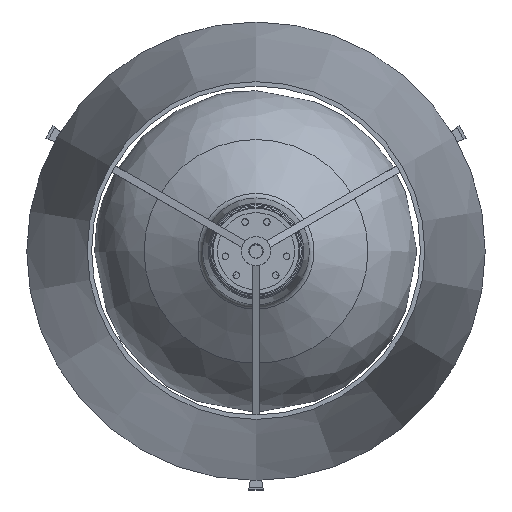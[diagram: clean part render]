
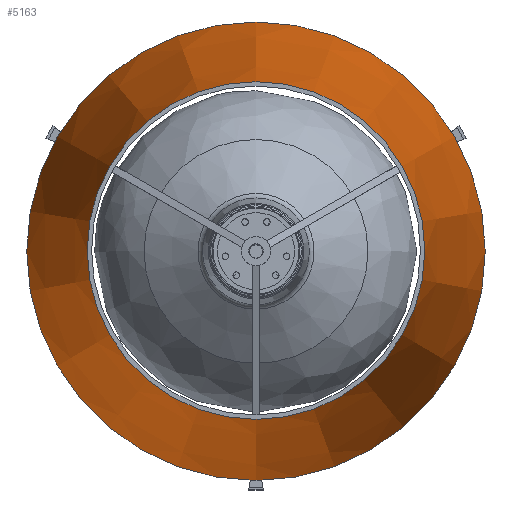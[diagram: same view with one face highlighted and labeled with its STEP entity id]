
A CAD part, top view. The second image highlights one B-rep face of the part: STEP entity #5163.
In plain terms, the highlighted conical face has half-angle 8.089 degrees and reference radius 136.75 mm.
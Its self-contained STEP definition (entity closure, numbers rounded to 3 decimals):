
#72=CONICAL_SURFACE('',#5852,136.75,0.141);
#644=CIRCLE('',#5842,116.);
#645=CIRCLE('',#5843,116.);
#650=CIRCLE('',#5850,157.5);
#651=CIRCLE('',#5851,157.5);
#824=FACE_OUTER_BOUND('',#1162,.T.);
#1162=EDGE_LOOP('',(#4239,#4240,#4241,#4242,#4243,#4244));
#1464=LINE('',#9360,#1888);
#1888=VECTOR('',#6906,136.75);
#2458=VERTEX_POINT('',#9340);
#2459=VERTEX_POINT('',#9341);
#2464=VERTEX_POINT('',#9355);
#2465=VERTEX_POINT('',#9356);
#3083=EDGE_CURVE('',#2458,#2459,#644,.T.);
#3084=EDGE_CURVE('',#2459,#2458,#645,.T.);
#3090=EDGE_CURVE('',#2464,#2465,#650,.T.);
#3091=EDGE_CURVE('',#2465,#2464,#651,.T.);
#3092=EDGE_CURVE('',#2465,#2459,#1464,.T.);
#4239=ORIENTED_EDGE('',*,*,#3090,.T.);
#4240=ORIENTED_EDGE('',*,*,#3092,.T.);
#4241=ORIENTED_EDGE('',*,*,#3083,.F.);
#4242=ORIENTED_EDGE('',*,*,#3084,.F.);
#4243=ORIENTED_EDGE('',*,*,#3092,.F.);
#4244=ORIENTED_EDGE('',*,*,#3091,.T.);
#5163=ADVANCED_FACE('',(#824),#72,.T.);
#5842=AXIS2_PLACEMENT_3D('',#9342,#6883,#6884);
#5843=AXIS2_PLACEMENT_3D('',#9343,#6885,#6886);
#5850=AXIS2_PLACEMENT_3D('',#9357,#6900,#6901);
#5851=AXIS2_PLACEMENT_3D('',#9358,#6902,#6903);
#5852=AXIS2_PLACEMENT_3D('',#9359,#6904,#6905);
#6883=DIRECTION('center_axis',(0.,0.,1.));
#6884=DIRECTION('ref_axis',(0.,-1.,0.));
#6885=DIRECTION('center_axis',(0.,0.,1.));
#6886=DIRECTION('ref_axis',(0.,-1.,0.));
#6900=DIRECTION('center_axis',(0.,0.,1.));
#6901=DIRECTION('ref_axis',(0.,-1.,0.));
#6902=DIRECTION('center_axis',(0.,0.,1.));
#6903=DIRECTION('ref_axis',(0.,-1.,0.));
#6904=DIRECTION('center_axis',(0.,0.,-1.));
#6905=DIRECTION('ref_axis',(0.,-1.,0.));
#6906=DIRECTION('',(0.,-0.141,0.99));
#9340=CARTESIAN_POINT('',(0.,-116.,292.));
#9341=CARTESIAN_POINT('',(0.,116.,292.));
#9342=CARTESIAN_POINT('Origin',(0.,0.,292.));
#9343=CARTESIAN_POINT('Origin',(0.,0.,292.));
#9355=CARTESIAN_POINT('',(0.,-157.5,0.));
#9356=CARTESIAN_POINT('',(0.,157.5,0.));
#9357=CARTESIAN_POINT('Origin',(0.,0.,0.));
#9358=CARTESIAN_POINT('Origin',(0.,0.,0.));
#9359=CARTESIAN_POINT('Origin',(0.,0.,146.));
#9360=CARTESIAN_POINT('',(0.,136.75,146.));
